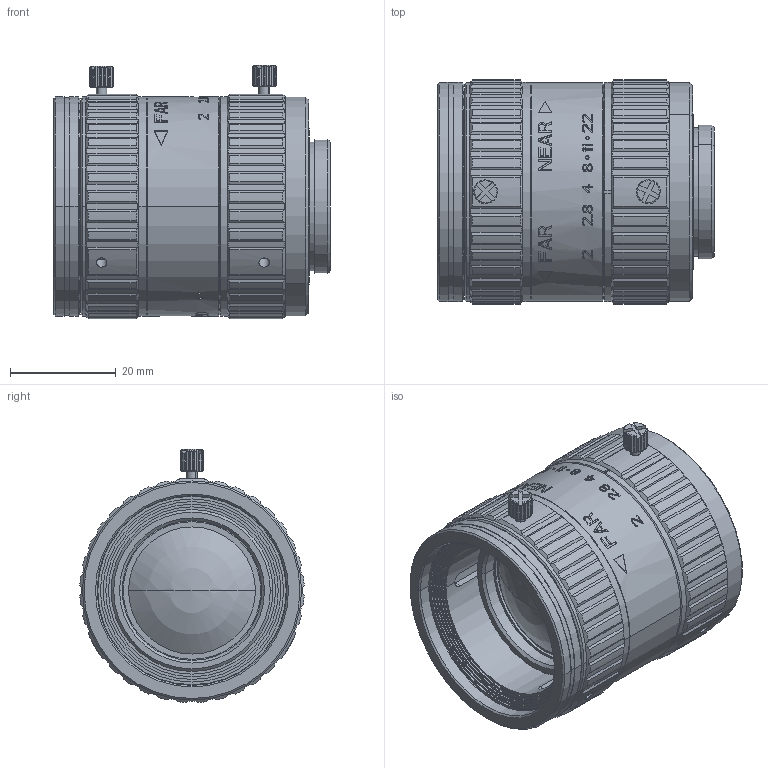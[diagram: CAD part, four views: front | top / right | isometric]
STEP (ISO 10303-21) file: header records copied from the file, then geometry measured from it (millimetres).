
FILE_DESCRIPTION((''),'2;1');
FILE_NAME('EN8MPL5020_ASM_ASM','2019-07-24T',('h020947'),(''),'PRO/ENGINEER BY PARAMETRIC TECHNOLOGY CORPORATION, 2015240','PRO/ENGINEER BY PARAMETRIC TECHNOLOGY CORPORATION, 2015240','');
FILE_SCHEMA(('CONFIG_CONTROL_DESIGN'));
Length unit declared in the file: millimetre
Products named in the file (15): EN8MPL5020-03; EN8MPL5020-04; EN8MPL5020-06; EN8MPL5020-07; EN8MPL5020-05_ASM_ASM; EN8MPL5020-08; EN8MPL5020-09; EN8MPL5020-10; EN8MPL5020-12; EN8MPL5020-11_ASM_ASM; EN8MPL5020-13; EN8MPL5020-02_ASM_ASM; EN8MPL5020-01_ASM_ASM; EN8MPL5020-00_ASM; EN8MPL5020_ASM_ASM
Assembly tree (15 placements, depth 6):
  EN8MPL5020_ASM_ASM
    EN8MPL5020-00_ASM
      EN8MPL5020-01_ASM_ASM
        EN8MPL5020-02_ASM_ASM
          EN8MPL5020-03
          EN8MPL5020-04
          EN8MPL5020-05_ASM_ASM
            EN8MPL5020-06
            EN8MPL5020-07
          EN8MPL5020-08
          EN8MPL5020-09
          EN8MPL5020-10
          EN8MPL5020-11_ASM_ASM
            EN8MPL5020-12
          EN8MPL5020-13  x2
Bounding box: 52.33 x 42.35 x 47.83 mm (x, y, z)
Volume: 30194.1 mm3; surface area: 36884.1 mm2
Topology: 10 solids, 10 shells, 1463 faces, 4094 edges, 2736 vertices
Faces by surface type: plane 729, cylinder 404, bspline 263, cone 59, torus 4, sphere 4
Entity records: 52019 total; most frequent: CARTESIAN_POINT 18441, ORIENTED_EDGE 7716, DIRECTION 5841, EDGE_CURVE 3858, VERTEX_POINT 2580, AXIS2_PLACEMENT_3D 2220, EDGE_LOOP 1532, B_SPLINE_CURVE_WITH_KNOTS 1402
